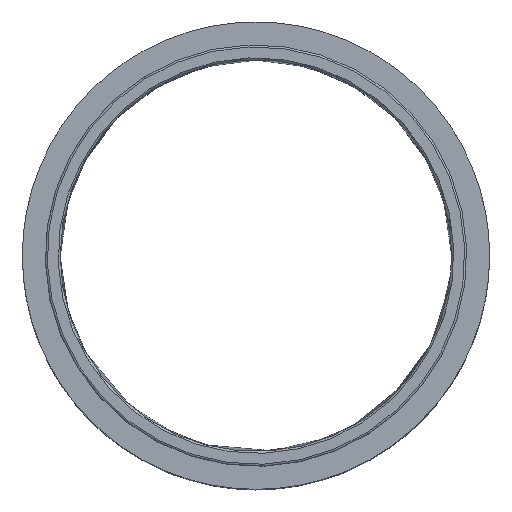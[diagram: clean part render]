
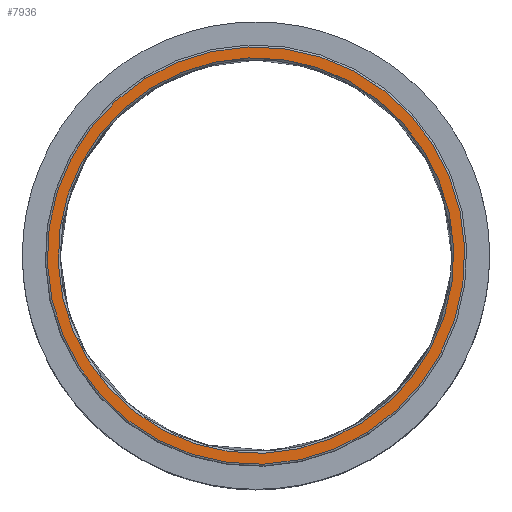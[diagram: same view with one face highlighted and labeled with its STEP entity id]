
A CAD part, top view. The second image highlights one B-rep face of the part: STEP entity #7936.
In plain terms, the highlighted planar face has unit normal (0, 0, 1).
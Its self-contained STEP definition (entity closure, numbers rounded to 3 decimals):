
#923 = CARTESIAN_POINT ( 'NONE',  ( 537.851, -854.878, 2000. ) ) ;
#1250 = DIRECTION ( 'NONE',  ( -0.533, 0.846, 0. ) ) ;
#2326 = CIRCLE ( 'NONE', #15161, 1010. ) ;
#3765 = DIRECTION ( 'NONE',  ( -0.533, 0.846, 0. ) ) ;
#4021 = CARTESIAN_POINT ( 'NONE',  ( 0., 0., 2000. ) ) ;
#4101 = CIRCLE ( 'NONE', #15846, 1066. ) ;
#4269 = AXIS2_PLACEMENT_3D ( 'NONE', #12494, #19474, #3765 ) ;
#4529 = VERTEX_POINT ( 'NONE', #22398 ) ;
#4679 = FACE_BOUND ( 'NONE', #10619, .T. ) ;
#5265 = AXIS2_PLACEMENT_3D ( 'NONE', #8353, #15358, #17175 ) ;
#6191 = VERTEX_POINT ( 'NONE', #10826 ) ;
#7912 = EDGE_CURVE ( 'NONE', #18438, #11080, #2326, .T. ) ;
#7936 = ADVANCED_FACE ( 'NONE', ( #4679, #10193 ), #20379, .T. ) ;
#8353 = CARTESIAN_POINT ( 'NONE',  ( 0., 0., 2000. ) ) ;
#8821 = EDGE_CURVE ( 'NONE', #6191, #4529, #14175, .T. ) ;
#9551 = CARTESIAN_POINT ( 'NONE',  ( 0., 0., 2000. ) ) ;
#10193 = FACE_OUTER_BOUND ( 'NONE', #16334, .T. ) ;
#10370 = AXIS2_PLACEMENT_3D ( 'NONE', #4021, #21325, #21104 ) ;
#10619 = EDGE_LOOP ( 'NONE', ( #11938, #18772 ) ) ;
#10826 = CARTESIAN_POINT ( 'NONE',  ( 567.672, -902.277, 2000. ) ) ;
#11080 = VERTEX_POINT ( 'NONE', #923 ) ;
#11938 = ORIENTED_EDGE ( 'NONE', *, *, #18285, .T. ) ;
#12494 = CARTESIAN_POINT ( 'NONE',  ( 0., 0., 2000. ) ) ;
#13751 = CARTESIAN_POINT ( 'NONE',  ( 0., 0., 2000. ) ) ;
#14175 = CIRCLE ( 'NONE', #4269, 1066. ) ;
#14467 = CARTESIAN_POINT ( 'NONE',  ( -537.851, 854.878, 2000. ) ) ;
#14508 = EDGE_CURVE ( 'NONE', #4529, #6191, #4101, .T. ) ;
#14831 = DIRECTION ( 'NONE',  ( 0., 0., -1. ) ) ;
#15161 = AXIS2_PLACEMENT_3D ( 'NONE', #13751, #22565, #1250 ) ;
#15358 = DIRECTION ( 'NONE',  ( 0., 0., 1. ) ) ;
#15846 = AXIS2_PLACEMENT_3D ( 'NONE', #9551, #14831, #19975 ) ;
#16334 = EDGE_LOOP ( 'NONE', ( #21435, #17551 ) ) ;
#17175 = DIRECTION ( 'NONE',  ( 1., 0., 0. ) ) ;
#17551 = ORIENTED_EDGE ( 'NONE', *, *, #8821, .F. ) ;
#18285 = EDGE_CURVE ( 'NONE', #11080, #18438, #20232, .T. ) ;
#18438 = VERTEX_POINT ( 'NONE', #14467 ) ;
#18772 = ORIENTED_EDGE ( 'NONE', *, *, #7912, .T. ) ;
#19474 = DIRECTION ( 'NONE',  ( 0., 0., -1. ) ) ;
#19975 = DIRECTION ( 'NONE',  ( -0.533, 0.846, 0. ) ) ;
#20232 = CIRCLE ( 'NONE', #10370, 1010. ) ;
#20379 = PLANE ( 'NONE',  #5265 ) ;
#21104 = DIRECTION ( 'NONE',  ( -0.533, 0.846, 0. ) ) ;
#21325 = DIRECTION ( 'NONE',  ( 0., 0., -1. ) ) ;
#21435 = ORIENTED_EDGE ( 'NONE', *, *, #14508, .F. ) ;
#22398 = CARTESIAN_POINT ( 'NONE',  ( -567.672, 902.277, 2000. ) ) ;
#22565 = DIRECTION ( 'NONE',  ( 0., 0., -1. ) ) ;
